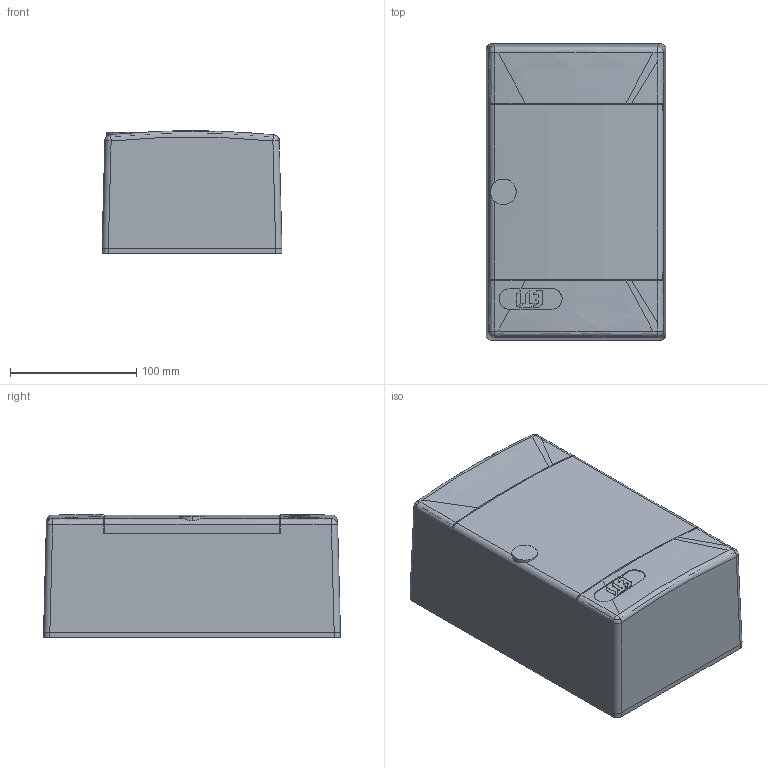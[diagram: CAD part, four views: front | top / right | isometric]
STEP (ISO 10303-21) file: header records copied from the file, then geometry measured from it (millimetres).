
FILE_DESCRIPTION((''),'2;1');
FILE_NAME('ASM0019_ASM','2021-02-19T',('marketing.praksa'),('Audax d.o.o.'),'CREO PARAMETRIC BY PTC INC, 2017480','CREO PARAMETRIC BY PTC INC, 2017480','');
FILE_SCHEMA(('AUTOMOTIVE_DESIGN { 1 0 10303 214 1 1 1 1 }'));
Length unit declared in the file: millimetre
Products named in the file (14): FRONT_ECT_4_1_1_1; BOTTOM_ECT_4_1_1_1; SCREW_M3X10_1_1_1; TH_4_RAIL_1_1_1; SCREW_M4X8_1_1_1_2; ETI_LOGO_1_1_1_1_2_3; ETI_LOGO_2_1_1_1_2_3; ETI_LOGO_3_1_1_1_2_3; ETI_LOGO_ASM_1_ASM_1_1_ASM; ECT_4_PT_MOD_1_ASM_1_ASM_1_1_ASM; DOOR_4_1_1_1; ECT_4_PT_MOD_ASM_1_ASM_1_1_ASM; ECT_4_PT_ASM_1_1_ASM; ASM0019_ASM
Assembly tree (17 placements, depth 6):
  ASM0019_ASM
    ECT_4_PT_ASM_1_1_ASM
      ECT_4_PT_MOD_ASM_1_ASM_1_1_ASM
        ECT_4_PT_MOD_1_ASM_1_ASM_1_1_ASM
          FRONT_ECT_4_1_1_1
          BOTTOM_ECT_4_1_1_1
          SCREW_M3X10_1_1_1  x4
          TH_4_RAIL_1_1_1
          SCREW_M4X8_1_1_1_2  x2
          ETI_LOGO_ASM_1_ASM_1_1_ASM
            ETI_LOGO_1_1_1_1_2_3
            ETI_LOGO_2_1_1_1_2_3
            ETI_LOGO_3_1_1_1_2_3
        DOOR_4_1_1_1
Bounding box: 142.8 x 235.6 x 97.21 mm (x, y, z)
Volume: 459314.2 mm3; surface area: 349566.7 mm2
Topology: 13 solids, 13 shells, 694 faces, 1824 edges, 1196 vertices
Faces by surface type: plane 353, cone 118, cylinder 114, bspline 51, torus 48, sphere 10
Entity records: 25752 total; most frequent: CARTESIAN_POINT 6144, ORIENTED_EDGE 2952, DIRECTION 2911, PRESENTATION_STYLE_ASSIGNMENT 1541, STYLED_ITEM 1541, CURVE_STYLE 1476, EDGE_CURVE 1476, AXIS2_PLACEMENT_3D 1052
